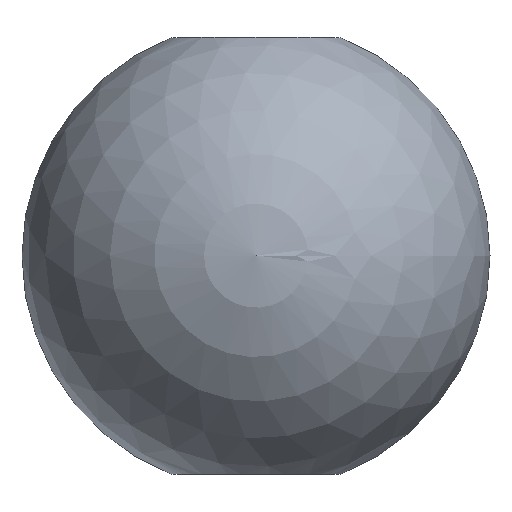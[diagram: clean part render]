
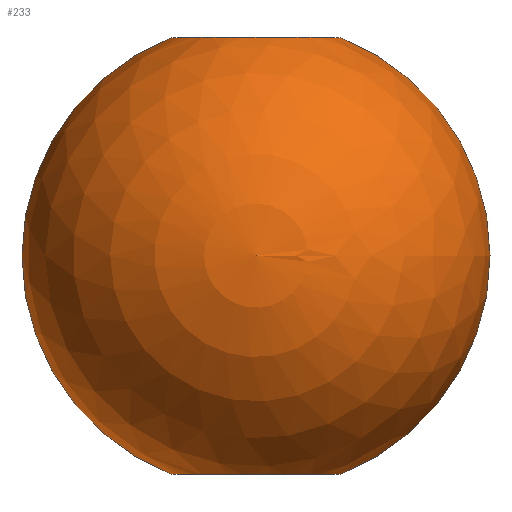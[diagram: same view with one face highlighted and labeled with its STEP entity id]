
A CAD part, top view. The second image highlights one B-rep face of the part: STEP entity #233.
In plain terms, the highlighted spherical face has radius 19.05 mm.
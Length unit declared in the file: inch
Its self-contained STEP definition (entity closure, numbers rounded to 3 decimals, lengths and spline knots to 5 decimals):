
#5 = ORIENTED_EDGE ( 'NONE', *, *, #136, .T. ) ;
#6 = AXIS2_PLACEMENT_3D ( 'NONE', #127, #207, #33 ) ;
#7 = VERTEX_POINT ( 'NONE', #223 ) ;
#17 = AXIS2_PLACEMENT_3D ( 'NONE', #89, #106, #113 ) ;
#20 = ORIENTED_EDGE ( 'NONE', *, *, #234, .F. ) ;
#33 = DIRECTION ( 'NONE',  ( -1., 0., 0. ) ) ;
#41 = EDGE_CURVE ( 'NONE', #217, #227, #238, .T. ) ;
#45 = DIRECTION ( 'NONE',  ( 0., 1., 0. ) ) ;
#54 = SPHERICAL_SURFACE ( 'NONE', #186, 0.75 ) ;
#70 = DIRECTION ( 'NONE',  ( 1., 0., 0. ) ) ;
#81 = AXIS2_PLACEMENT_3D ( 'NONE', #117, #45, #147 ) ;
#89 = CARTESIAN_POINT ( 'NONE',  ( 0., 0., 0. ) ) ;
#94 = CARTESIAN_POINT ( 'NONE',  ( -0.26926, 0.7, 0. ) ) ;
#106 = DIRECTION ( 'NONE',  ( 0., 0., 1. ) ) ;
#113 = DIRECTION ( 'NONE',  ( 1., 0., 0. ) ) ;
#117 = CARTESIAN_POINT ( 'NONE',  ( 0., -0.7, 0. ) ) ;
#119 = EDGE_LOOP ( 'NONE', ( #20, #219, #5, #201 ) ) ;
#127 = CARTESIAN_POINT ( 'NONE',  ( 0., 0., 0. ) ) ;
#129 = CARTESIAN_POINT ( 'NONE',  ( 0., 0., 0. ) ) ;
#130 = CIRCLE ( 'NONE', #81, 0.26926 ) ;
#133 = EDGE_CURVE ( 'NONE', #7, #159, #130, .T. ) ;
#136 = EDGE_CURVE ( 'NONE', #159, #217, #173, .T. ) ;
#147 = DIRECTION ( 'NONE',  ( 0., 0., -1. ) ) ;
#149 = CARTESIAN_POINT ( 'NONE',  ( 0.26926, 0.7, 0. ) ) ;
#156 = CARTESIAN_POINT ( 'NONE',  ( 0., 0.7, 0. ) ) ;
#159 = VERTEX_POINT ( 'NONE', #166 ) ;
#166 = CARTESIAN_POINT ( 'NONE',  ( 0.26926, -0.7, 0. ) ) ;
#173 = CIRCLE ( 'NONE', #17, 0.75 ) ;
#185 = DIRECTION ( 'NONE',  ( 0., -1., 0. ) ) ;
#186 = AXIS2_PLACEMENT_3D ( 'NONE', #129, #206, #70 ) ;
#201 = ORIENTED_EDGE ( 'NONE', *, *, #41, .T. ) ;
#206 = DIRECTION ( 'NONE',  ( 0., 0., -1. ) ) ;
#207 = DIRECTION ( 'NONE',  ( 0., 0., -1. ) ) ;
#217 = VERTEX_POINT ( 'NONE', #149 ) ;
#219 = ORIENTED_EDGE ( 'NONE', *, *, #133, .T. ) ;
#223 = CARTESIAN_POINT ( 'NONE',  ( -0.26926, -0.7, 0. ) ) ;
#226 = CIRCLE ( 'NONE', #6, 0.75 ) ;
#227 = VERTEX_POINT ( 'NONE', #94 ) ;
#232 = FACE_OUTER_BOUND ( 'NONE', #119, .T. ) ;
#233 = ADVANCED_FACE ( 'NONE', ( #232 ), #54, .T. ) ;
#234 = EDGE_CURVE ( 'NONE', #7, #227, #226, .T. ) ;
#238 = CIRCLE ( 'NONE', #249, 0.26926 ) ;
#242 = DIRECTION ( 'NONE',  ( 0., 0., 1. ) ) ;
#249 = AXIS2_PLACEMENT_3D ( 'NONE', #156, #185, #242 ) ;
